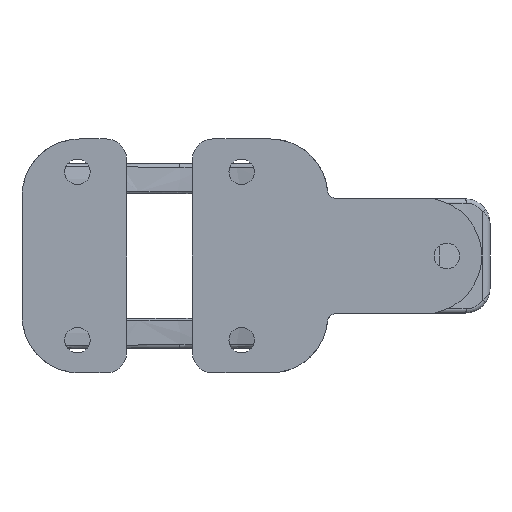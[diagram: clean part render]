
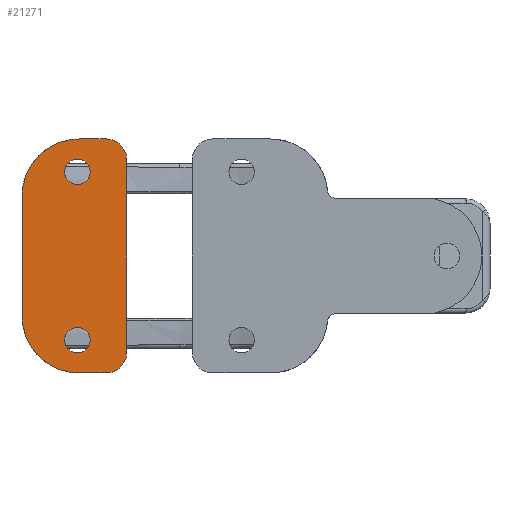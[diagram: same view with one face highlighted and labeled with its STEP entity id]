
A CAD part, front view. The second image highlights one B-rep face of the part: STEP entity #21271.
In plain terms, the highlighted planar face has unit normal (0, -1, 0).
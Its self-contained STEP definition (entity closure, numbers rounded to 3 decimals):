
#337 = EDGE_LOOP ( 'NONE', ( #7542, #7544 ) ) ;
#338 = EDGE_LOOP ( 'NONE', ( #7545, #7546 ) ) ;
#339 = EDGE_LOOP ( 'NONE', ( #7547, #7548, #7543, #7549, #7550, #7551, #7552, #7553 ) ) ;
#2387 = VERTEX_POINT ( 'NONE', #15408 ) ;
#2390 = VERTEX_POINT ( 'NONE', #15411 ) ;
#2391 = VERTEX_POINT ( 'NONE', #15412 ) ;
#2394 = VERTEX_POINT ( 'NONE', #15415 ) ;
#2395 = VERTEX_POINT ( 'NONE', #15416 ) ;
#2398 = VERTEX_POINT ( 'NONE', #15419 ) ;
#2399 = VERTEX_POINT ( 'NONE', #15420 ) ;
#2400 = VERTEX_POINT ( 'NONE', #15421 ) ;
#3235 = CARTESIAN_POINT ( 'NONE',  ( 7., 0., -23.5 ) ) ;
#3236 = LINE ( 'NONE', #3237, #15923 ) ;
#3237 = CARTESIAN_POINT ( 'NONE',  ( -13.5, 0., 28.5 ) ) ;
#3238 = DIRECTION ( 'NONE',  ( 1., 0., 0. ) ) ;
#3248 = LINE ( 'NONE', #3249, #15927 ) ;
#3249 = CARTESIAN_POINT ( 'NONE',  ( -13.5, 0., -28.5 ) ) ;
#3250 = DIRECTION ( 'NONE',  ( 1., 0., 0. ) ) ;
#3260 = LINE ( 'NONE', #3261, #15933 ) ;
#3261 = CARTESIAN_POINT ( 'NONE',  ( -13.5, 0., 28.5 ) ) ;
#3262 = DIRECTION ( 'NONE',  ( 0., 0., -1. ) ) ;
#3263 = DIRECTION ( 'NONE',  ( 0., -1., 0. ) ) ;
#3264 = DIRECTION ( 'NONE',  ( -1., 0., 0. ) ) ;
#3265 = CARTESIAN_POINT ( 'NONE',  ( 7., 0., 23.5 ) ) ;
#3266 = LINE ( 'NONE', #3267, #15935 ) ;
#3267 = CARTESIAN_POINT ( 'NONE',  ( 12., 0., 28.5 ) ) ;
#3268 = DIRECTION ( 'NONE',  ( 0., 0., -1. ) ) ;
#3269 = DIRECTION ( 'NONE',  ( 0., -1., 0. ) ) ;
#3270 = DIRECTION ( 'NONE',  ( -1., 0., 0. ) ) ;
#3271 = CARTESIAN_POINT ( 'NONE',  ( 0.5, 0., 14.5 ) ) ;
#3272 = DIRECTION ( 'NONE',  ( 0., -1., 0. ) ) ;
#3273 = DIRECTION ( 'NONE',  ( -1., 0., 0. ) ) ;
#3274 = CARTESIAN_POINT ( 'NONE',  ( 0.5, 0., -14.5 ) ) ;
#3275 = DIRECTION ( 'NONE',  ( 0., -1., 0. ) ) ;
#3276 = DIRECTION ( 'NONE',  ( -1., 0., 0. ) ) ;
#4242 = CARTESIAN_POINT ( 'NONE',  ( 0., 0., -23.6 ) ) ;
#4259 = CARTESIAN_POINT ( 'NONE',  ( 0., 0., 23.6 ) ) ;
#4260 = CARTESIAN_POINT ( 'NONE',  ( 0., 0., 17.4 ) ) ;
#4282 = CARTESIAN_POINT ( 'NONE',  ( 0., 0., -17.4 ) ) ;
#5173 = EDGE_CURVE ( 'NONE', #2390, #2387, #3236, .T. ) ;
#5177 = EDGE_CURVE ( 'NONE', #2391, #2394, #3248, .T. ) ;
#5181 = EDGE_CURVE ( 'NONE', #2395, #2398, #3260, .T. ) ;
#5182 = EDGE_CURVE ( 'NONE', #2394, #2399, #5829, .T. ) ;
#5183 = EDGE_CURVE ( 'NONE', #2400, #2399, #3266, .T. ) ;
#5184 = EDGE_CURVE ( 'NONE', #2400, #2387, #5830, .T. ) ;
#5185 = EDGE_CURVE ( 'NONE', #2390, #2395, #5831, .T. ) ;
#5186 = EDGE_CURVE ( 'NONE', #2398, #2391, #5832, .T. ) ;
#5829 = CIRCLE ( 'NONE', #15928, 5. ) ;
#5830 = CIRCLE ( 'NONE', #15934, 5. ) ;
#5831 = CIRCLE ( 'NONE', #15932, 14. ) ;
#5832 = CIRCLE ( 'NONE', #15914, 14. ) ;
#7542 = ORIENTED_EDGE ( 'NONE', *, *, #21328, .T. ) ;
#7543 = ORIENTED_EDGE ( 'NONE', *, *, #5183, .F. ) ;
#7544 = ORIENTED_EDGE ( 'NONE', *, *, #21330, .T. ) ;
#7545 = ORIENTED_EDGE ( 'NONE', *, *, #21322, .T. ) ;
#7546 = ORIENTED_EDGE ( 'NONE', *, *, #21333, .T. ) ;
#7547 = ORIENTED_EDGE ( 'NONE', *, *, #5177, .T. ) ;
#7548 = ORIENTED_EDGE ( 'NONE', *, *, #5182, .T. ) ;
#7549 = ORIENTED_EDGE ( 'NONE', *, *, #5184, .T. ) ;
#7550 = ORIENTED_EDGE ( 'NONE', *, *, #5173, .F. ) ;
#7551 = ORIENTED_EDGE ( 'NONE', *, *, #5185, .T. ) ;
#7552 = ORIENTED_EDGE ( 'NONE', *, *, #5181, .T. ) ;
#7553 = ORIENTED_EDGE ( 'NONE', *, *, #5186, .T. ) ;
#9560 = FACE_BOUND ( 'NONE', #337, .T. ) ;
#9563 = FACE_BOUND ( 'NONE', #338, .T. ) ;
#9566 = FACE_OUTER_BOUND ( 'NONE', #339, .T. ) ;
#9568 = AXIS2_PLACEMENT_3D ( 'NONE', #16778, #16779, #16780 ) ;
#9612 = CIRCLE ( 'NONE', #9823, 3.1 ) ;
#9615 = CIRCLE ( 'NONE', #9829, 3.1 ) ;
#9616 = CIRCLE ( 'NONE', #9830, 3.1 ) ;
#9617 = CIRCLE ( 'NONE', #9832, 3.1 ) ;
#9823 = AXIS2_PLACEMENT_3D ( 'NONE', #17216, #17217, #17218 ) ;
#9829 = AXIS2_PLACEMENT_3D ( 'NONE', #17235, #17236, #17237 ) ;
#9830 = AXIS2_PLACEMENT_3D ( 'NONE', #17238, #17242, #17243 ) ;
#9832 = AXIS2_PLACEMENT_3D ( 'NONE', #17244, #17251, #17252 ) ;
#10643 = VERTEX_POINT ( 'NONE', #4242 ) ;
#10660 = VERTEX_POINT ( 'NONE', #4259 ) ;
#10661 = VERTEX_POINT ( 'NONE', #4260 ) ;
#10704 = VERTEX_POINT ( 'NONE', #4282 ) ;
#15408 = CARTESIAN_POINT ( 'NONE',  ( 7., 0., 28.5 ) ) ;
#15411 = CARTESIAN_POINT ( 'NONE',  ( 0.5, 0., 28.5 ) ) ;
#15412 = CARTESIAN_POINT ( 'NONE',  ( 0.5, 0., -28.5 ) ) ;
#15415 = CARTESIAN_POINT ( 'NONE',  ( 7., 0., -28.5 ) ) ;
#15416 = CARTESIAN_POINT ( 'NONE',  ( -13.5, 0., 14.5 ) ) ;
#15419 = CARTESIAN_POINT ( 'NONE',  ( -13.5, 0., -14.5 ) ) ;
#15420 = CARTESIAN_POINT ( 'NONE',  ( 12., 0., -23.5 ) ) ;
#15421 = CARTESIAN_POINT ( 'NONE',  ( 12., 0., 23.5 ) ) ;
#15914 = AXIS2_PLACEMENT_3D ( 'NONE', #3274, #3275, #3276 ) ;
#15923 = VECTOR ( 'NONE', #3238, 1000. ) ;
#15927 = VECTOR ( 'NONE', #3250, 1000. ) ;
#15928 = AXIS2_PLACEMENT_3D ( 'NONE', #3235, #3263, #3264 ) ;
#15932 = AXIS2_PLACEMENT_3D ( 'NONE', #3271, #3272, #3273 ) ;
#15933 = VECTOR ( 'NONE', #3262, 1000. ) ;
#15934 = AXIS2_PLACEMENT_3D ( 'NONE', #3265, #3269, #3270 ) ;
#15935 = VECTOR ( 'NONE', #3268, 1000. ) ;
#16777 = PLANE ( 'NONE',  #9568 ) ;
#16778 = CARTESIAN_POINT ( 'NONE',  ( -13.5, 0., 28.5 ) ) ;
#16779 = DIRECTION ( 'NONE',  ( 0., 1., 0. ) ) ;
#16780 = DIRECTION ( 'NONE',  ( -1., 0., 0. ) ) ;
#17216 = CARTESIAN_POINT ( 'NONE',  ( 0., 0., -20.5 ) ) ;
#17217 = DIRECTION ( 'NONE',  ( 0., 1., 0. ) ) ;
#17218 = DIRECTION ( 'NONE',  ( -1., 0., 0. ) ) ;
#17235 = CARTESIAN_POINT ( 'NONE',  ( 0., 0., 20.5 ) ) ;
#17236 = DIRECTION ( 'NONE',  ( 0., 1., 0. ) ) ;
#17237 = DIRECTION ( 'NONE',  ( -1., 0., 0. ) ) ;
#17238 = CARTESIAN_POINT ( 'NONE',  ( 0., 0., 20.5 ) ) ;
#17242 = DIRECTION ( 'NONE',  ( 0., 1., 0. ) ) ;
#17243 = DIRECTION ( 'NONE',  ( -1., 0., 0. ) ) ;
#17244 = CARTESIAN_POINT ( 'NONE',  ( 0., 0., -20.5 ) ) ;
#17251 = DIRECTION ( 'NONE',  ( 0., 1., 0. ) ) ;
#17252 = DIRECTION ( 'NONE',  ( -1., 0., 0. ) ) ;
#21271 = ADVANCED_FACE ( 'NONE', ( #9560, #9563, #9566 ), #16777, .F. ) ;
#21322 = EDGE_CURVE ( 'NONE', #10704, #10643, #9612, .T. ) ;
#21328 = EDGE_CURVE ( 'NONE', #10660, #10661, #9615, .T. ) ;
#21330 = EDGE_CURVE ( 'NONE', #10661, #10660, #9616, .T. ) ;
#21333 = EDGE_CURVE ( 'NONE', #10643, #10704, #9617, .T. ) ;
